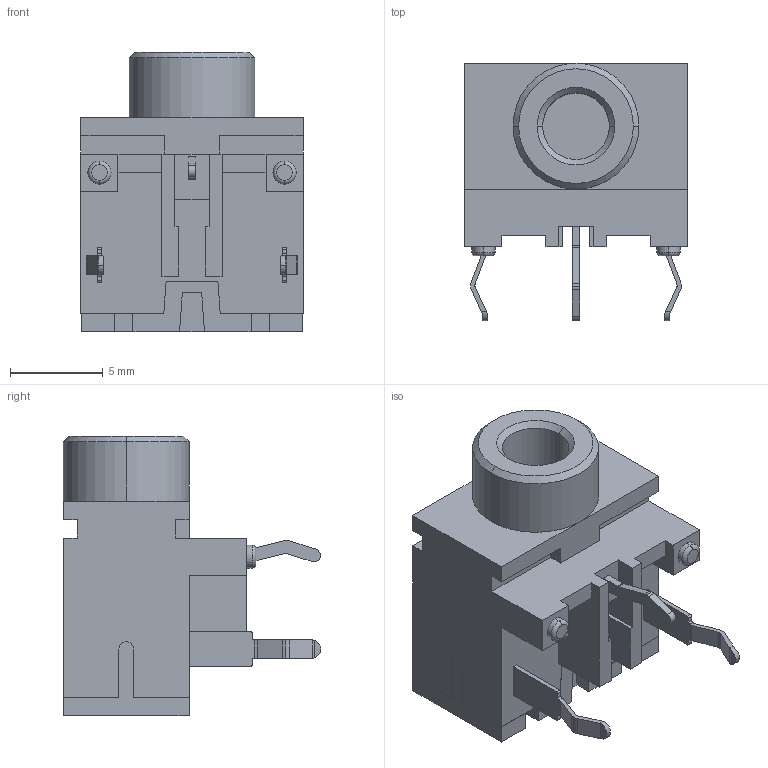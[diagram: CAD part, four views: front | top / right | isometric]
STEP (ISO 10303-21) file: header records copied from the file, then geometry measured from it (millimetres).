
FILE_DESCRIPTION (( 'STEP AP214' ), '1' );
FILE_NAME ('STX-3120-3B_rB2.STEP', '2012-05-29T22:50:44', ( ' ' ), ( ' ' ), 'SwSTEP 2.0', 'SolidWorks 2007', '' );
FILE_SCHEMA (( 'AUTOMOTIVE_DESIGN' ));
Length unit declared in the file: millimetre
Products named in the file (1): STX-3120-3B_rB2
Bounding box: 12 x 13.9 x 15.1 mm (x, y, z)
Volume: 1002.4 mm3; surface area: 1074.9 mm2
Topology: 1 solids, 1 shells, 179 faces, 500 edges, 330 vertices
Faces by surface type: plane 126, cylinder 45, torus 4, cone 4
Entity records: 6951 total; most frequent: CARTESIAN_POINT 1046, ORIENTED_EDGE 1000, DIRECTION 944, EDGE_CURVE 500, LINE 392, VECTOR 392, VERTEX_POINT 330, AXIS2_PLACEMENT_3D 276
